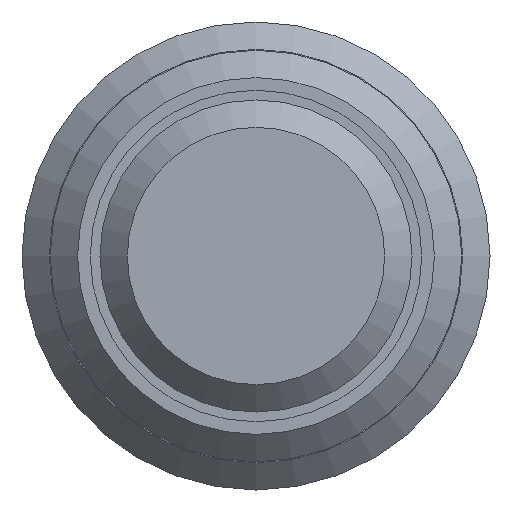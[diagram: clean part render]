
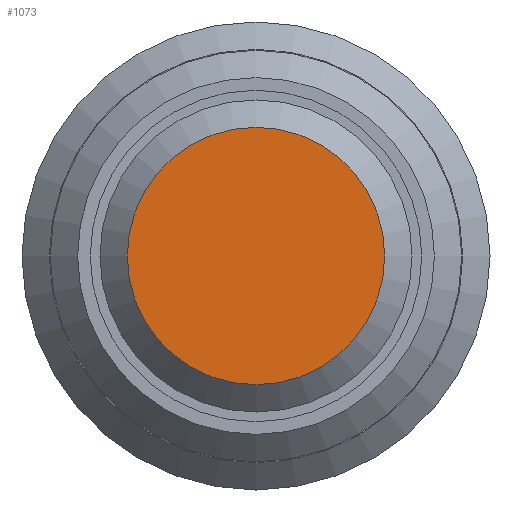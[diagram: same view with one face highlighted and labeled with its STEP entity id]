
A CAD part, front view. The second image highlights one B-rep face of the part: STEP entity #1073.
In plain terms, the highlighted planar face has unit normal (0, -1, 0).
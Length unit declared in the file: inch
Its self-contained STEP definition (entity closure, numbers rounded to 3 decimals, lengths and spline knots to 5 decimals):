
#20 = AXIS2_PLACEMENT_3D ( 'NONE', #302, #575, #216 ) ;
#216 = DIRECTION ( 'NONE',  ( 0., 0., 1. ) ) ;
#247 = AXIS2_PLACEMENT_3D ( 'NONE', #618, #353, #805 ) ;
#302 = CARTESIAN_POINT ( 'NONE',  ( 0., 0., 0. ) ) ;
#353 = DIRECTION ( 'NONE',  ( 0., 1., 0. ) ) ;
#534 = PLANE ( 'NONE',  #247 ) ;
#575 = DIRECTION ( 'NONE',  ( 0., -1., 0. ) ) ;
#618 = CARTESIAN_POINT ( 'NONE',  ( 0., 0., 0. ) ) ;
#622 = CIRCLE ( 'NONE', #20, 0.1299 ) ;
#675 = VERTEX_POINT ( 'NONE', #1125 ) ;
#751 = EDGE_LOOP ( 'NONE', ( #788 ) ) ;
#777 = EDGE_CURVE ( 'NONE', #675, #675, #622, .T. ) ;
#788 = ORIENTED_EDGE ( 'NONE', *, *, #777, .T. ) ;
#805 = DIRECTION ( 'NONE',  ( 0., 0., 1. ) ) ;
#1056 = FACE_OUTER_BOUND ( 'NONE', #751, .T. ) ;
#1073 = ADVANCED_FACE ( 'NONE', ( #1056 ), #534, .F. ) ;
#1125 = CARTESIAN_POINT ( 'NONE',  ( 0., 0., 0.1299 ) ) ;
